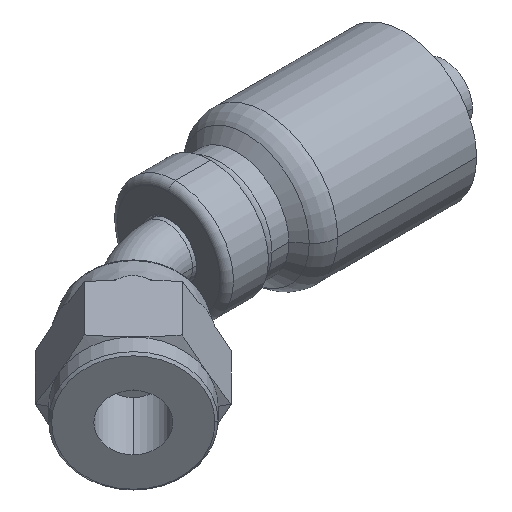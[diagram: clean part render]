
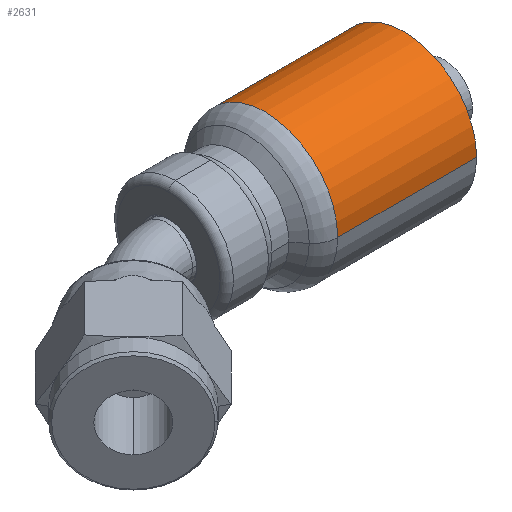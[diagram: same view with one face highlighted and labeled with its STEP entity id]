
A CAD part, isometric view. The second image highlights one B-rep face of the part: STEP entity #2631.
In plain terms, the highlighted cylindrical face has radius 8.635 mm (diameter 17.27 mm), a partial arc.
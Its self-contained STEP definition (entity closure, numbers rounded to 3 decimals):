
#2281=CARTESIAN_POINT('',(6.309,0.,0.));
#2282=DIRECTION('',(-1.,0.,0.));
#2283=DIRECTION('',(0.,-1.,0.));
#2284=AXIS2_PLACEMENT_3D('',#2281,#2282,#2283);
#2286=CARTESIAN_POINT('',(22.86,0.,0.));
#2287=DIRECTION('',(1.,0.,0.));
#2288=DIRECTION('',(0.,1.,0.));
#2289=AXIS2_PLACEMENT_3D('',#2286,#2287,#2288);
#2324=DIRECTION('',(-1.,0.,0.));
#2325=VECTOR('',#2324,16.551);
#2326=CARTESIAN_POINT('',(22.86,-8.635,0.));
#2327=LINE('',#2326,#2325);
#2333=DIRECTION('',(-1.,0.,0.));
#2334=VECTOR('',#2333,16.551);
#2335=CARTESIAN_POINT('',(22.86,8.635,0.));
#2336=LINE('',#2335,#2334);
#2567=CARTESIAN_POINT('',(22.86,8.635,0.));
#2568=CARTESIAN_POINT('',(22.86,-8.635,0.));
#2569=VERTEX_POINT('',#2567);
#2570=VERTEX_POINT('',#2568);
#2595=CARTESIAN_POINT('',(6.309,8.635,0.));
#2596=CARTESIAN_POINT('',(6.309,-8.635,0.));
#2597=VERTEX_POINT('',#2595);
#2598=VERTEX_POINT('',#2596);
#2617=CARTESIAN_POINT('',(-1.143,0.,0.));
#2618=DIRECTION('',(1.,0.,0.));
#2619=DIRECTION('',(0.,-1.,0.));
#2620=AXIS2_PLACEMENT_3D('',#2617,#2618,#2619);
#2621=CYLINDRICAL_SURFACE('',#2620,8.635);
#2623=ORIENTED_EDGE('',*,*,#2622,.T.);
#2625=ORIENTED_EDGE('',*,*,#2624,.F.);
#2626=ORIENTED_EDGE('',*,*,#2604,.T.);
#2628=ORIENTED_EDGE('',*,*,#2627,.T.);
#2629=EDGE_LOOP('',(#2623,#2625,#2626,#2628));
#2630=FACE_OUTER_BOUND('',#2629,.F.);
#2631=ADVANCED_FACE('',(#2630),#2621,.T.);
#2285=CIRCLE('',#2284,8.635);
#2290=CIRCLE('',#2289,8.635);
#2604=EDGE_CURVE('',#2569,#2570,#2290,.T.);
#2622=EDGE_CURVE('',#2598,#2597,#2285,.T.);
#2624=EDGE_CURVE('',#2569,#2597,#2336,.T.);
#2627=EDGE_CURVE('',#2570,#2598,#2327,.T.);
